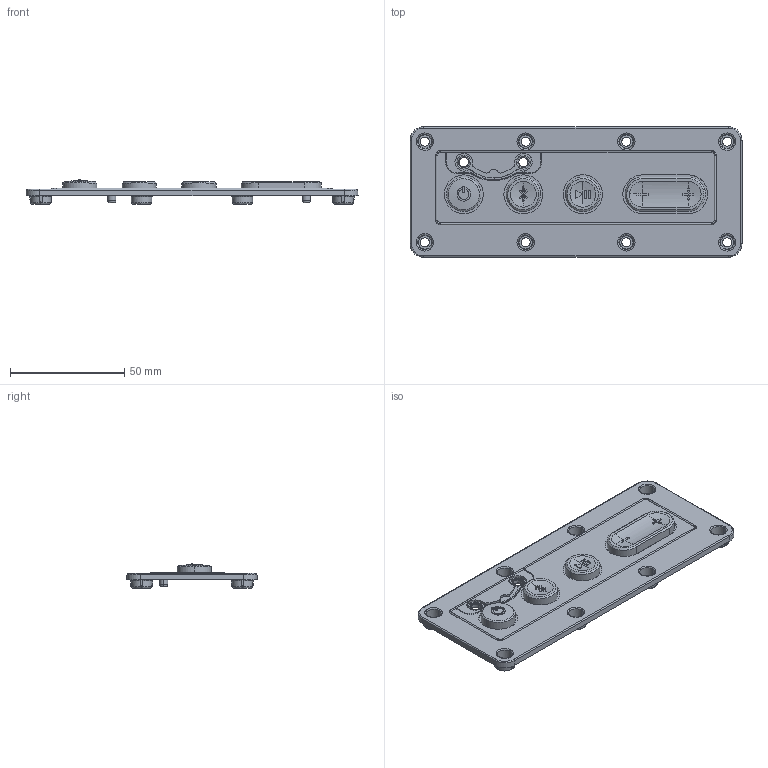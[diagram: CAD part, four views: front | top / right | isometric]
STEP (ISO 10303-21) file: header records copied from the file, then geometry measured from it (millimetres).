
FILE_DESCRIPTION(/* description */ (''),/* implementation_level */ '2;1');
FILE_NAME(/* name */ 'MYND Print parts Rubber HMI pad',/* time_stamp */ '2024-10-09T14:39:59+02:00',/* author */ (''),/* organization */ (''),/* preprocessor_version */ 'ST-DEVELOPER v19.2',/* originating_system */ 'Rhino 8.2',/* authorisation */ '');
FILE_SCHEMA (('CONFIG_CONTROL_DESIGN'));
Length unit declared in the file: millimetre
Products named in the file (1): Document
Bounding box: 145 x 57 x 10.53 mm (x, y, z)
Volume: 23779.7 mm3; surface area: 21660.5 mm2
Topology: 1 solids, 1 shells, 618 faces, 1563 edges, 976 vertices
Faces by surface type: bspline 316, plane 213, cylinder 89
Entity records: 32850 total; most frequent: CARTESIAN_POINT 20307, ORIENTED_EDGE 3096, EDGE_CURVE 1548, DIRECTION 1518, VERTEX_POINT 976, AXIS2_PLACEMENT_3D 910, B_SPLINE_CURVE_WITH_KNOTS 888, EDGE_LOOP 682
